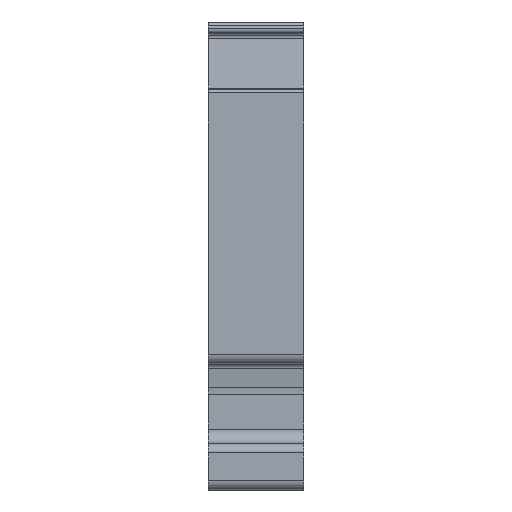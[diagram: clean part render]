
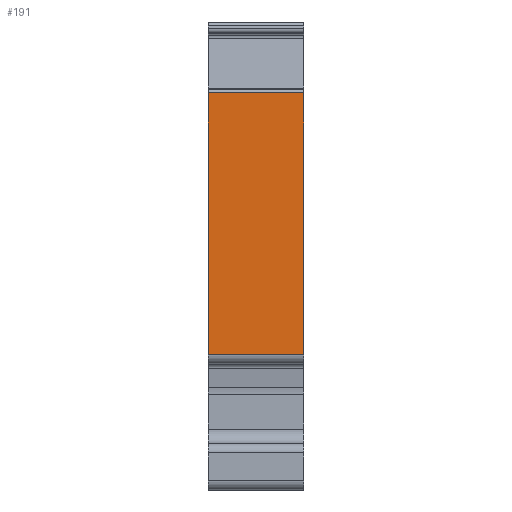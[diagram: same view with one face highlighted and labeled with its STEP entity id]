
A CAD part, left-side view. The second image highlights one B-rep face of the part: STEP entity #191.
In plain terms, the highlighted planar face has unit normal (-1, 0, 0).
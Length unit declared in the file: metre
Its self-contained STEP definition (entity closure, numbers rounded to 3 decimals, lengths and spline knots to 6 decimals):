
#191 = ADVANCED_FACE( 'NONE', ( #494 ), #495, .F. );
#494 = FACE_OUTER_BOUND( '', #905, .T. );
#495 = PLANE( '', #906 );
#905 = EDGE_LOOP( '', ( #1405, #1406, #1407, #1408 ) );
#906 = AXIS2_PLACEMENT_3D( '', #1409, #1410, #1411 );
#1405 = ORIENTED_EDGE( '', *, *, #2628, .F. );
#1406 = ORIENTED_EDGE( '', *, *, #2629, .F. );
#1407 = ORIENTED_EDGE( '', *, *, #2630, .T. );
#1408 = ORIENTED_EDGE( '', *, *, #2631, .T. );
#1409 = CARTESIAN_POINT( '', ( -0.0339, -0.005075, -0.01045 ) );
#1410 = DIRECTION( '', ( 1., 0., 0. ) );
#1411 = DIRECTION( '', ( 0., -1., 0. ) );
#2628 = EDGE_CURVE( 'NONE', #3207, #3208, #3209, .T. );
#2629 = EDGE_CURVE( 'NONE', #3210, #3207, #3211, .T. );
#2630 = EDGE_CURVE( 'NONE', #3210, #3212, #3213, .T. );
#2631 = EDGE_CURVE( 'NONE', #3212, #3208, #3214, .T. );
#3207 = VERTEX_POINT( 'NONE', #4020 );
#3208 = VERTEX_POINT( 'NONE', #4021 );
#3209 = LINE( '', #4022, #4023 );
#3210 = VERTEX_POINT( 'NONE', #4024 );
#3211 = LINE( '', #4025, #4026 );
#3212 = VERTEX_POINT( 'NONE', #4027 );
#3213 = LINE( '', #4028, #4029 );
#3214 = LINE( '', #4030, #4031 );
#4020 = CARTESIAN_POINT( '', ( -0.0339, -0.005075, -0.01045 ) );
#4021 = CARTESIAN_POINT( '', ( -0.0339, 0.005075, -0.01045 ) );
#4022 = CARTESIAN_POINT( '', ( -0.0339, -0.005075, -0.01045 ) );
#4023 = VECTOR( '', #4948, 1. );
#4024 = CARTESIAN_POINT( '', ( -0.0339, -0.005075, 0.017283 ) );
#4025 = CARTESIAN_POINT( '', ( -0.0339, -0.005075, 0.023737 ) );
#4026 = VECTOR( '', #4949, 1. );
#4027 = CARTESIAN_POINT( '', ( -0.0339, 0.005075, 0.017283 ) );
#4028 = CARTESIAN_POINT( '', ( -0.0339, -0.005075, 0.017283 ) );
#4029 = VECTOR( '', #4950, 1. );
#4030 = CARTESIAN_POINT( '', ( -0.0339, 0.005075, -0.01045 ) );
#4031 = VECTOR( '', #4951, 1. );
#4948 = DIRECTION( '', ( 0., 1., 0. ) );
#4949 = DIRECTION( '', ( 0., 0., -1. ) );
#4950 = DIRECTION( '', ( 0., 1., 0. ) );
#4951 = DIRECTION( '', ( 0., 0., -1. ) );
